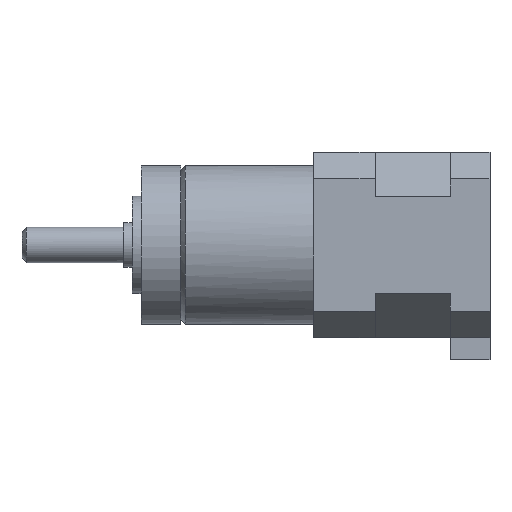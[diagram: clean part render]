
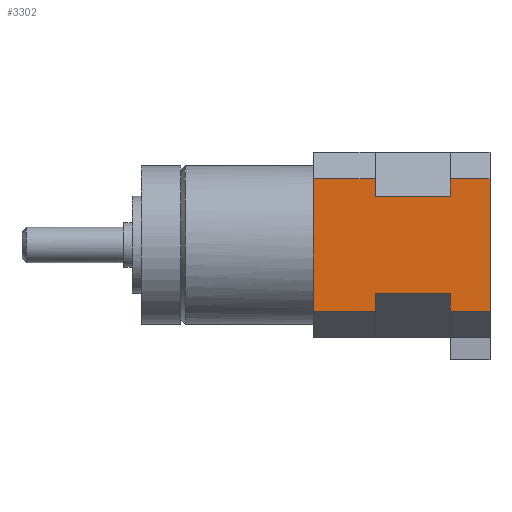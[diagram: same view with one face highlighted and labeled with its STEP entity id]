
A CAD part, left-side view. The second image highlights one B-rep face of the part: STEP entity #3302.
In plain terms, the highlighted free-form (B-spline) face has degree [1, 1] with [2, 2] control points.
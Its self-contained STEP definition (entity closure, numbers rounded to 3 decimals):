
#2636 = EDGE_CURVE('',#2637,#2639,#2641,.T.);
#2637 = VERTEX_POINT('',#2638);
#2638 = CARTESIAN_POINT('',(-28.566,0.,-20.404));
#2639 = VERTEX_POINT('',#2640);
#2640 = CARTESIAN_POINT('',(-28.566,0.,20.404));
#2641 = B_SPLINE_CURVE_WITH_KNOTS('',1,(#2642,#2643),.UNSPECIFIED.,.F.,
  .F.,(2,2),(-30.,0.),.PIECEWISE_BEZIER_KNOTS.);
#2642 = CARTESIAN_POINT('',(-28.566,0.,-20.404));
#2643 = CARTESIAN_POINT('',(-28.566,0.,20.404));
#3215 = VERTEX_POINT('',#3216);
#3216 = CARTESIAN_POINT('',(-28.566,12.243,
    -14.963));
#3223 = VERTEX_POINT('',#3224);
#3224 = CARTESIAN_POINT('',(-28.566,12.243,
    -20.404));
#3229 = EDGE_CURVE('',#3223,#3215,#3230,.T.);
#3230 = B_SPLINE_CURVE_WITH_KNOTS('',1,(#3231,#3232),.UNSPECIFIED.,.F.,
  .F.,(2,2),(-30.,-26.),.PIECEWISE_BEZIER_KNOTS.);
#3231 = CARTESIAN_POINT('',(-28.566,12.243,
    -20.404));
#3232 = CARTESIAN_POINT('',(-28.566,12.243,
    -14.963));
#3302 = ADVANCED_FACE('',(#3303),#3373,.F.);
#3303 = FACE_BOUND('',#3304,.T.);
#3304 = EDGE_LOOP('',(#3305,#3306,#3313,#3320,#3327,#3334,#3341,#3348,
    #3355,#3362,#3367,#3368));
#3305 = ORIENTED_EDGE('',*,*,#2636,.T.);
#3306 = ORIENTED_EDGE('',*,*,#3307,.F.);
#3307 = EDGE_CURVE('',#3308,#2639,#3310,.T.);
#3308 = VERTEX_POINT('',#3309);
#3309 = CARTESIAN_POINT('',(-28.566,12.243,
    20.404));
#3310 = B_SPLINE_CURVE_WITH_KNOTS('',1,(#3311,#3312),.UNSPECIFIED.,.F.,
  .F.,(2,2),(-0.,9.),.PIECEWISE_BEZIER_KNOTS.);
#3311 = CARTESIAN_POINT('',(-28.566,12.243,
    20.404));
#3312 = CARTESIAN_POINT('',(-28.566,0.,20.404));
#3313 = ORIENTED_EDGE('',*,*,#3314,.F.);
#3314 = EDGE_CURVE('',#3315,#3308,#3317,.T.);
#3315 = VERTEX_POINT('',#3316);
#3316 = CARTESIAN_POINT('',(-28.566,12.243,
    14.963));
#3317 = B_SPLINE_CURVE_WITH_KNOTS('',1,(#3318,#3319),.UNSPECIFIED.,.F.,
  .F.,(2,2),(-4.,0.),.PIECEWISE_BEZIER_KNOTS.);
#3318 = CARTESIAN_POINT('',(-28.566,12.243,
    14.963));
#3319 = CARTESIAN_POINT('',(-28.566,12.243,
    20.404));
#3320 = ORIENTED_EDGE('',*,*,#3321,.F.);
#3321 = EDGE_CURVE('',#3322,#3315,#3324,.T.);
#3322 = VERTEX_POINT('',#3323);
#3323 = CARTESIAN_POINT('',(-28.566,35.367,
    14.963));
#3324 = B_SPLINE_CURVE_WITH_KNOTS('',1,(#3325,#3326),.UNSPECIFIED.,.F.,
  .F.,(2,2),(-0.,17.),.PIECEWISE_BEZIER_KNOTS.);
#3325 = CARTESIAN_POINT('',(-28.566,35.367,
    14.963));
#3326 = CARTESIAN_POINT('',(-28.566,12.243,
    14.963));
#3327 = ORIENTED_EDGE('',*,*,#3328,.T.);
#3328 = EDGE_CURVE('',#3322,#3329,#3331,.T.);
#3329 = VERTEX_POINT('',#3330);
#3330 = CARTESIAN_POINT('',(-28.566,35.367,
    20.404));
#3331 = B_SPLINE_CURVE_WITH_KNOTS('',1,(#3332,#3333),.UNSPECIFIED.,.F.,
  .F.,(2,2),(-4.,0.),.PIECEWISE_BEZIER_KNOTS.);
#3332 = CARTESIAN_POINT('',(-28.566,35.367,
    14.963));
#3333 = CARTESIAN_POINT('',(-28.566,35.367,
    20.404));
#3334 = ORIENTED_EDGE('',*,*,#3335,.T.);
#3335 = EDGE_CURVE('',#3329,#3336,#3338,.T.);
#3336 = VERTEX_POINT('',#3337);
#3337 = CARTESIAN_POINT('',(-28.566,54.411,
    20.404));
#3338 = B_SPLINE_CURVE_WITH_KNOTS('',1,(#3339,#3340),.UNSPECIFIED.,.F.,
  .F.,(2,2),(0.,14.),.PIECEWISE_BEZIER_KNOTS.);
#3339 = CARTESIAN_POINT('',(-28.566,35.367,
    20.404));
#3340 = CARTESIAN_POINT('',(-28.566,54.411,
    20.404));
#3341 = ORIENTED_EDGE('',*,*,#3342,.F.);
#3342 = EDGE_CURVE('',#3343,#3336,#3345,.T.);
#3343 = VERTEX_POINT('',#3344);
#3344 = CARTESIAN_POINT('',(-28.566,54.411,
    -20.404));
#3345 = B_SPLINE_CURVE_WITH_KNOTS('',1,(#3346,#3347),.UNSPECIFIED.,.F.,
  .F.,(2,2),(0.,30.),.PIECEWISE_BEZIER_KNOTS.);
#3346 = CARTESIAN_POINT('',(-28.566,54.411,
    -20.404));
#3347 = CARTESIAN_POINT('',(-28.566,54.411,
    20.404));
#3348 = ORIENTED_EDGE('',*,*,#3349,.F.);
#3349 = EDGE_CURVE('',#3350,#3343,#3352,.T.);
#3350 = VERTEX_POINT('',#3351);
#3351 = CARTESIAN_POINT('',(-28.566,35.367,
    -20.404));
#3352 = B_SPLINE_CURVE_WITH_KNOTS('',1,(#3353,#3354),.UNSPECIFIED.,.F.,
  .F.,(2,2),(0.,14.),.PIECEWISE_BEZIER_KNOTS.);
#3353 = CARTESIAN_POINT('',(-28.566,35.367,
    -20.404));
#3354 = CARTESIAN_POINT('',(-28.566,54.411,
    -20.404));
#3355 = ORIENTED_EDGE('',*,*,#3356,.T.);
#3356 = EDGE_CURVE('',#3350,#3357,#3359,.T.);
#3357 = VERTEX_POINT('',#3358);
#3358 = CARTESIAN_POINT('',(-28.566,35.367,
    -14.963));
#3359 = B_SPLINE_CURVE_WITH_KNOTS('',1,(#3360,#3361),.UNSPECIFIED.,.F.,
  .F.,(2,2),(-30.,-26.),.PIECEWISE_BEZIER_KNOTS.);
#3360 = CARTESIAN_POINT('',(-28.566,35.367,
    -20.404));
#3361 = CARTESIAN_POINT('',(-28.566,35.367,
    -14.963));
#3362 = ORIENTED_EDGE('',*,*,#3363,.T.);
#3363 = EDGE_CURVE('',#3357,#3215,#3364,.T.);
#3364 = B_SPLINE_CURVE_WITH_KNOTS('',1,(#3365,#3366),.UNSPECIFIED.,.F.,
  .F.,(2,2),(-0.,17.),.PIECEWISE_BEZIER_KNOTS.);
#3365 = CARTESIAN_POINT('',(-28.566,35.367,
    -14.963));
#3366 = CARTESIAN_POINT('',(-28.566,12.243,
    -14.963));
#3367 = ORIENTED_EDGE('',*,*,#3229,.F.);
#3368 = ORIENTED_EDGE('',*,*,#3369,.T.);
#3369 = EDGE_CURVE('',#3223,#2637,#3370,.T.);
#3370 = B_SPLINE_CURVE_WITH_KNOTS('',1,(#3371,#3372),.UNSPECIFIED.,.F.,
  .F.,(2,2),(-0.,9.),.PIECEWISE_BEZIER_KNOTS.);
#3371 = CARTESIAN_POINT('',(-28.566,12.243,
    -20.404));
#3372 = CARTESIAN_POINT('',(-28.566,0.,-20.404));
#3373 = B_SPLINE_SURFACE_WITH_KNOTS('',1,1,(
    (#3374,#3375)
    ,(#3376,#3377
    )),.UNSPECIFIED.,.F.,.F.,.F.,(2,2),(2,2),(0.,30.),(-9.,31.),
  .PIECEWISE_BEZIER_KNOTS.);
#3374 = CARTESIAN_POINT('',(-28.566,0.,20.404));
#3375 = CARTESIAN_POINT('',(-28.566,54.411,
    20.404));
#3376 = CARTESIAN_POINT('',(-28.566,0.,-20.404));
#3377 = CARTESIAN_POINT('',(-28.566,54.411,
    -20.404));
